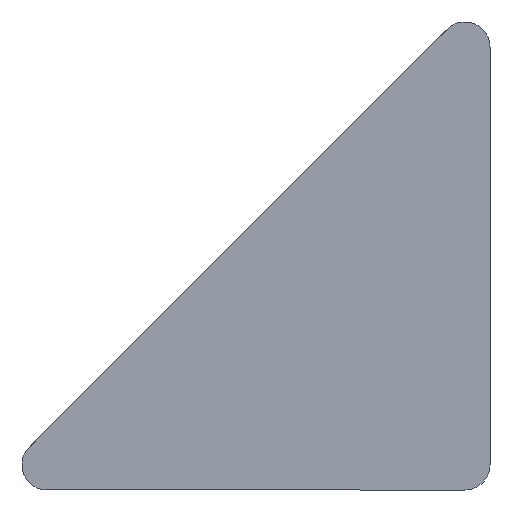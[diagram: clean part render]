
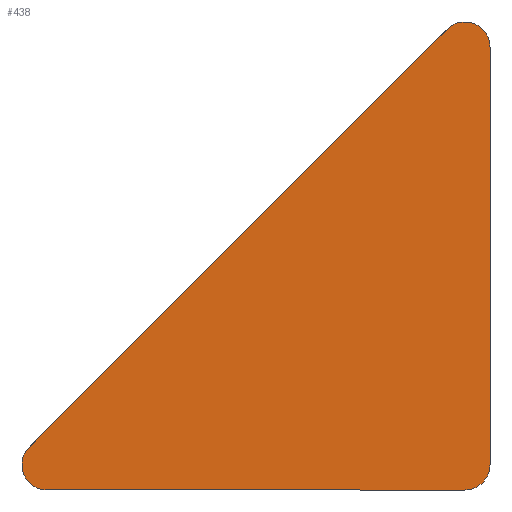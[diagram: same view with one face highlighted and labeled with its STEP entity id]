
A CAD part, front view. The second image highlights one B-rep face of the part: STEP entity #438.
In plain terms, the highlighted planar face has unit normal (0, -1, 0).
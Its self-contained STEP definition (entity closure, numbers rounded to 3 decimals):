
#26=PLANE('',#501);
#34=CIRCLE('',#490,2.);
#35=CIRCLE('',#492,2.);
#38=CIRCLE('',#498,2.);
#61=FACE_OUTER_BOUND('',#85,.T.);
#85=EDGE_LOOP('',(#398,#399,#400,#401,#402,#403));
#123=LINE('',#722,#165);
#130=LINE('',#746,#172);
#135=LINE('',#755,#177);
#165=VECTOR('',#591,10.);
#172=VECTOR('',#616,10.);
#177=VECTOR('',#627,10.);
#206=VERTEX_POINT('',#718);
#208=VERTEX_POINT('',#721);
#211=VERTEX_POINT('',#729);
#212=VERTEX_POINT('',#733);
#216=VERTEX_POINT('',#745);
#217=VERTEX_POINT('',#750);
#261=EDGE_CURVE('',#206,#208,#123,.T.);
#266=EDGE_CURVE('',#211,#206,#34,.T.);
#267=EDGE_CURVE('',#208,#212,#35,.T.);
#273=EDGE_CURVE('',#212,#216,#130,.T.);
#276=EDGE_CURVE('',#216,#217,#38,.T.);
#279=EDGE_CURVE('',#217,#211,#135,.T.);
#398=ORIENTED_EDGE('',*,*,#266,.F.);
#399=ORIENTED_EDGE('',*,*,#279,.F.);
#400=ORIENTED_EDGE('',*,*,#276,.F.);
#401=ORIENTED_EDGE('',*,*,#273,.F.);
#402=ORIENTED_EDGE('',*,*,#267,.F.);
#403=ORIENTED_EDGE('',*,*,#261,.F.);
#438=ADVANCED_FACE('',(#61),#26,.F.);
#490=AXIS2_PLACEMENT_3D('',#731,#599,#600);
#492=AXIS2_PLACEMENT_3D('',#734,#603,#604);
#498=AXIS2_PLACEMENT_3D('',#751,#621,#622);
#501=AXIS2_PLACEMENT_3D('',#757,#630,#631);
#591=DIRECTION('',(0.707,0.,0.707));
#599=DIRECTION('center_axis',(0.,1.,0.));
#600=DIRECTION('ref_axis',(-0.924,0.,-0.383));
#603=DIRECTION('center_axis',(0.,1.,0.));
#604=DIRECTION('ref_axis',(0.383,0.,0.924));
#616=DIRECTION('',(0.,0.,-1.));
#621=DIRECTION('center_axis',(0.,1.,0.));
#622=DIRECTION('ref_axis',(0.707,0.,-0.707));
#627=DIRECTION('',(-1.,0.,0.));
#630=DIRECTION('center_axis',(0.,1.,0.));
#631=DIRECTION('ref_axis',(0.,0.,1.));
#718=CARTESIAN_POINT('',(3.414,0.,3.414));
#721=CARTESIAN_POINT('',(36.586,0.,36.586));
#722=CARTESIAN_POINT('',(0.,0.,0.));
#729=CARTESIAN_POINT('',(4.828,0.,0.));
#731=CARTESIAN_POINT('Origin',(4.828,0.,2.));
#733=CARTESIAN_POINT('',(40.,0.,35.172));
#734=CARTESIAN_POINT('Origin',(38.,0.,35.172));
#745=CARTESIAN_POINT('',(40.,0.,2.));
#746=CARTESIAN_POINT('',(40.,0.,40.));
#750=CARTESIAN_POINT('',(38.,0.,0.));
#751=CARTESIAN_POINT('Origin',(38.,0.,2.));
#755=CARTESIAN_POINT('',(40.,0.,0.));
#757=CARTESIAN_POINT('Origin',(20.,0.,20.));
